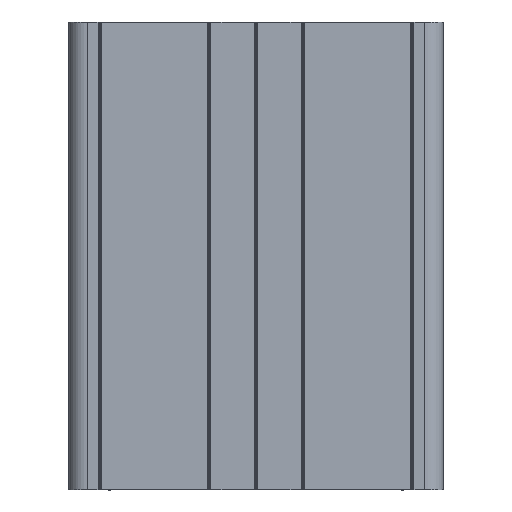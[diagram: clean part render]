
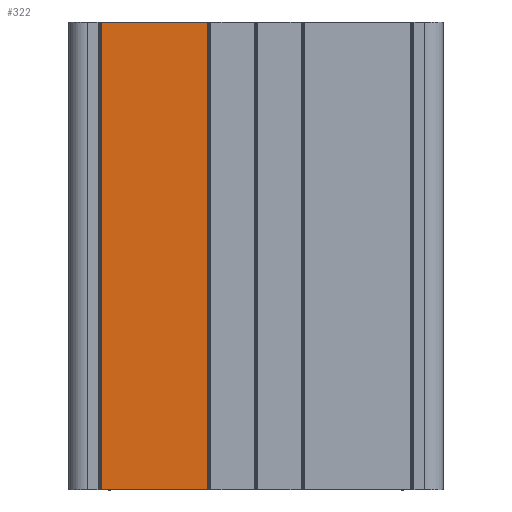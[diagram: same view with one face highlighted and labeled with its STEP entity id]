
A CAD part, top view. The second image highlights one B-rep face of the part: STEP entity #322.
In plain terms, the highlighted planar face has unit normal (0, 0, 1).
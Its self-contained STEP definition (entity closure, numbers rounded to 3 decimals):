
#322 = ADVANCED_FACE( '', ( #659 ), #660, .T. );
#659 = FACE_OUTER_BOUND( '', #1008, .T. );
#660 = PLANE( '', #1009 );
#1008 = EDGE_LOOP( '', ( #2027, #2028, #2029, #2030 ) );
#1009 = AXIS2_PLACEMENT_3D( '', #2031, #2032, #2033 );
#2027 = ORIENTED_EDGE( '', *, *, #2621, .F. );
#2028 = ORIENTED_EDGE( '', *, *, #2625, .F. );
#2029 = ORIENTED_EDGE( '', *, *, #2523, .T. );
#2030 = ORIENTED_EDGE( '', *, *, #2219, .T. );
#2031 = CARTESIAN_POINT( '', ( -10.361, 100., 4.75 ) );
#2032 = DIRECTION( '', ( 0., 0., 1. ) );
#2033 = DIRECTION( '', ( 1., 0., 0. ) );
#2219 = EDGE_CURVE( '', #2683, #2680, #2684, .T. );
#2523 = EDGE_CURVE( '', #3173, #2683, #3174, .T. );
#2621 = EDGE_CURVE( '', #3293, #2680, #3295, .T. );
#2625 = EDGE_CURVE( '', #3173, #3293, #3299, .T. );
#2680 = VERTEX_POINT( '', #3362 );
#2683 = VERTEX_POINT( '', #3365 );
#2684 = LINE( '', #3366, #3367 );
#3173 = VERTEX_POINT( '', #4010 );
#3174 = LINE( '', #4011, #4012 );
#3293 = VERTEX_POINT( '', #4173 );
#3295 = LINE( '', #4175, #4176 );
#3299 = LINE( '', #4181, #4182 );
#3362 = CARTESIAN_POINT( '', ( -33.039, 0., 4.75 ) );
#3365 = CARTESIAN_POINT( '', ( -33.039, 100., 4.75 ) );
#3366 = CARTESIAN_POINT( '', ( -33.039, 100., 4.75 ) );
#3367 = VECTOR( '', #4237, 1000. );
#4010 = CARTESIAN_POINT( '', ( -10.361, 100., 4.75 ) );
#4011 = CARTESIAN_POINT( '', ( -10.361, 100., 4.75 ) );
#4012 = VECTOR( '', #4629, 1000. );
#4173 = CARTESIAN_POINT( '', ( -10.361, 0., 4.75 ) );
#4175 = CARTESIAN_POINT( '', ( -10.361, 0., 4.75 ) );
#4176 = VECTOR( '', #4786, 1000. );
#4181 = CARTESIAN_POINT( '', ( -10.361, 100., 4.75 ) );
#4182 = VECTOR( '', #4788, 1000. );
#4237 = DIRECTION( '', ( 0., -1., 0. ) );
#4629 = DIRECTION( '', ( -1., 0., 0. ) );
#4786 = DIRECTION( '', ( -1., 0., 0. ) );
#4788 = DIRECTION( '', ( 0., -1., 0. ) );
